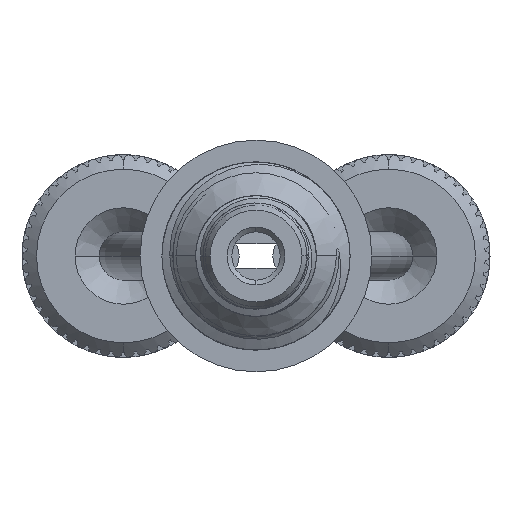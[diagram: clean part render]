
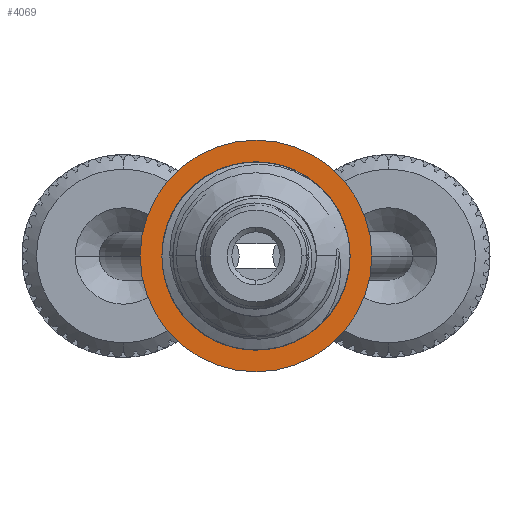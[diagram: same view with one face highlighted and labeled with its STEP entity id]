
A CAD part, left-side view. The second image highlights one B-rep face of the part: STEP entity #4069.
In plain terms, the highlighted planar face has unit normal (-1, 0, 0).
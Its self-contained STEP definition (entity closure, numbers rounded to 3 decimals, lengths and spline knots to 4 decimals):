
#72=CARTESIAN_POINT('',(-6.,0.,0.));
#73=DIRECTION('',(1.,0.,0.));
#74=DIRECTION('',(0.,1.,0.));
#75=AXIS2_PLACEMENT_3D('',#72,#73,#74);
#77=CARTESIAN_POINT('',(-6.,0.,0.));
#78=DIRECTION('',(-1.,0.,0.));
#79=DIRECTION('',(0.,1.,0.));
#80=AXIS2_PLACEMENT_3D('',#77,#78,#79);
#865=CARTESIAN_POINT('',(-6.,0.,0.));
#866=DIRECTION('',(-1.,0.,0.));
#867=DIRECTION('',(0.,1.,0.));
#868=AXIS2_PLACEMENT_3D('',#865,#866,#867);
#1673=CARTESIAN_POINT('',(-6.,0.,0.));
#1674=DIRECTION('',(1.,0.,0.));
#1675=DIRECTION('',(0.,1.,0.));
#1676=AXIS2_PLACEMENT_3D('',#1673,#1674,#1675);
#3794=CARTESIAN_POINT('',(-6.,2.4,0.));
#3796=VERTEX_POINT('',#3794);
#3802=CARTESIAN_POINT('',(-6.,-2.4,0.));
#3804=VERTEX_POINT('',#3802);
#3805=CARTESIAN_POINT('',(-6.,1.95,0.));
#3806=CARTESIAN_POINT('',(-6.,-1.95,0.));
#3807=VERTEX_POINT('',#3805);
#3808=VERTEX_POINT('',#3806);
#4054=CARTESIAN_POINT('',(-6.,0.,0.));
#4055=DIRECTION('',(1.,0.,0.));
#4056=DIRECTION('',(0.,-1.,0.));
#4057=AXIS2_PLACEMENT_3D('',#4054,#4055,#4056);
#4058=PLANE('',#4057);
#4059=ORIENTED_EDGE('',*,*,#4049,.T.);
#4060=ORIENTED_EDGE('',*,*,#4033,.F.);
#4061=EDGE_LOOP('',(#4059,#4060));
#4062=FACE_OUTER_BOUND('',#4061,.F.);
#4064=ORIENTED_EDGE('',*,*,#4063,.T.);
#4066=ORIENTED_EDGE('',*,*,#4065,.F.);
#4067=EDGE_LOOP('',(#4064,#4066));
#4068=FACE_BOUND('',#4067,.F.);
#76=CIRCLE('',#75,2.4);
#81=CIRCLE('',#80,2.4);
#869=CIRCLE('',#868,1.95);
#1677=CIRCLE('',#1676,1.95);
#4033=EDGE_CURVE('',#3796,#3804,#81,.T.);
#4049=EDGE_CURVE('',#3796,#3804,#76,.T.);
#4063=EDGE_CURVE('',#3807,#3808,#869,.T.);
#4065=EDGE_CURVE('',#3807,#3808,#1677,.T.);
#4069=ADVANCED_FACE('',(#4062,#4068),#4058,.F.);
